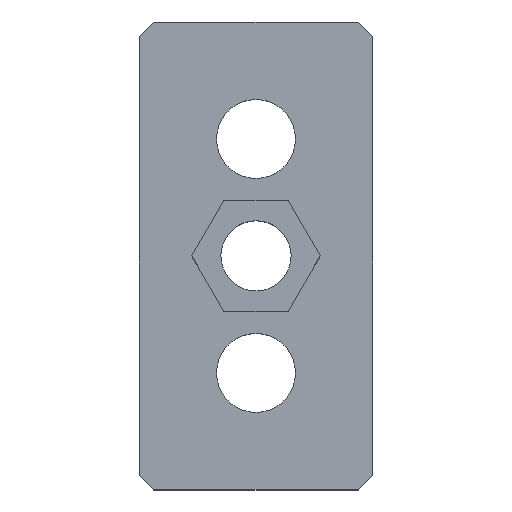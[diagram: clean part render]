
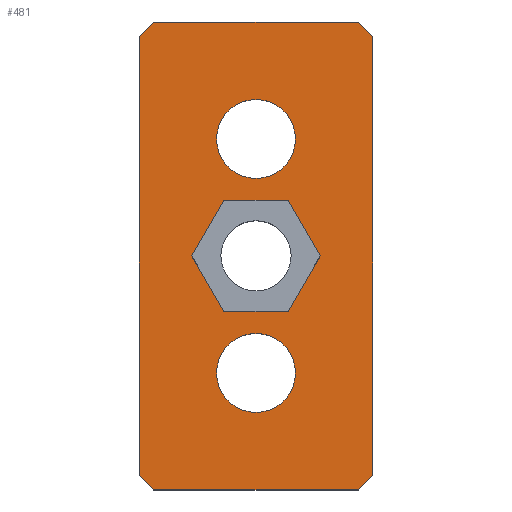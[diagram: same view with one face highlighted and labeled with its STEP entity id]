
A CAD part, top view. The second image highlights one B-rep face of the part: STEP entity #481.
In plain terms, the highlighted planar face has unit normal (0, 0, 1).
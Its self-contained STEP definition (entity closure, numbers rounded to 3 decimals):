
#7 = EDGE_CURVE ( 'NONE', #722, #613, #736, .T. ) ;
#8 = FACE_BOUND ( 'NONE', #39, .T. ) ;
#10 = ORIENTED_EDGE ( 'NONE', *, *, #26, .F. ) ;
#11 = CARTESIAN_POINT ( 'NONE',  ( 17.5, -40., 0. ) ) ;
#12 = VECTOR ( 'NONE', #814, 1000. ) ;
#18 = DIRECTION ( 'NONE',  ( 1., 0., 0. ) ) ;
#26 = EDGE_CURVE ( 'NONE', #755, #398, #93, .T. ) ;
#28 = AXIS2_PLACEMENT_3D ( 'NONE', #547, #310, #257 ) ;
#29 = CARTESIAN_POINT ( 'NONE',  ( 0., 20., 0. ) ) ;
#34 = CARTESIAN_POINT ( 'NONE',  ( -20., -40., 0. ) ) ;
#39 = EDGE_LOOP ( 'NONE', ( #776, #61 ) ) ;
#43 = CARTESIAN_POINT ( 'NONE',  ( 20., -40., 0. ) ) ;
#45 = VERTEX_POINT ( 'NONE', #78 ) ;
#46 = EDGE_CURVE ( 'NONE', #104, #45, #98, .T. ) ;
#55 = EDGE_LOOP ( 'NONE', ( #316, #213, #233, #767, #332, #203, #743, #309 ) ) ;
#61 = ORIENTED_EDGE ( 'NONE', *, *, #524, .F. ) ;
#62 = CARTESIAN_POINT ( 'NONE',  ( -5.485, 9.5, 0. ) ) ;
#67 = CARTESIAN_POINT ( 'NONE',  ( -17.5, -40., 0. ) ) ;
#71 = VECTOR ( 'NONE', #777, 1000. ) ;
#75 = CARTESIAN_POINT ( 'NONE',  ( -6.75, 20., 0. ) ) ;
#78 = CARTESIAN_POINT ( 'NONE',  ( 5.485, 9.5, 0. ) ) ;
#79 = LINE ( 'NONE', #333, #375 ) ;
#83 = CARTESIAN_POINT ( 'NONE',  ( -10.97, 0., 0. ) ) ;
#91 = CARTESIAN_POINT ( 'NONE',  ( 20., 40., 0. ) ) ;
#93 = LINE ( 'NONE', #664, #685 ) ;
#98 = LINE ( 'NONE', #672, #140 ) ;
#101 = VECTOR ( 'NONE', #177, 1000. ) ;
#104 = VERTEX_POINT ( 'NONE', #442 ) ;
#122 = CARTESIAN_POINT ( 'NONE',  ( 0., -20., 0. ) ) ;
#140 = VECTOR ( 'NONE', #474, 1000. ) ;
#141 = AXIS2_PLACEMENT_3D ( 'NONE', #122, #822, #774 ) ;
#143 = AXIS2_PLACEMENT_3D ( 'NONE', #189, #440, #489 ) ;
#153 = CARTESIAN_POINT ( 'NONE',  ( 5.485, -9.5, 0. ) ) ;
#173 = VERTEX_POINT ( 'NONE', #759 ) ;
#175 = EDGE_CURVE ( 'NONE', #398, #104, #308, .T. ) ;
#177 = DIRECTION ( 'NONE',  ( 0.5, 0.866, 0. ) ) ;
#179 = DIRECTION ( 'NONE',  ( 1., 0., 0. ) ) ;
#183 = CARTESIAN_POINT ( 'NONE',  ( 17.5, 40., 0. ) ) ;
#189 = CARTESIAN_POINT ( 'NONE',  ( 0., -20., 0. ) ) ;
#203 = ORIENTED_EDGE ( 'NONE', *, *, #579, .T. ) ;
#207 = VECTOR ( 'NONE', #802, 1000. ) ;
#209 = VECTOR ( 'NONE', #453, 1000. ) ;
#213 = ORIENTED_EDGE ( 'NONE', *, *, #390, .T. ) ;
#215 = FACE_BOUND ( 'NONE', #713, .T. ) ;
#218 = PLANE ( 'NONE',  #28 ) ;
#221 = CIRCLE ( 'NONE', #708, 6.75 ) ;
#222 = VECTOR ( 'NONE', #361, 1000. ) ;
#228 = CARTESIAN_POINT ( 'NONE',  ( 28.75, -28.75, 0. ) ) ;
#229 = EDGE_CURVE ( 'NONE', #352, #371, #823, .T. ) ;
#233 = ORIENTED_EDGE ( 'NONE', *, *, #569, .T. ) ;
#239 = EDGE_CURVE ( 'NONE', #819, #669, #221, .T. ) ;
#244 = CARTESIAN_POINT ( 'NONE',  ( 0., 20., 0. ) ) ;
#245 = EDGE_LOOP ( 'NONE', ( #633, #10, #457, #528, #402, #546 ) ) ;
#253 = VECTOR ( 'NONE', #698, 1000. ) ;
#257 = DIRECTION ( 'NONE',  ( 1., 0., 0. ) ) ;
#283 = CARTESIAN_POINT ( 'NONE',  ( -20., 37.5, 0. ) ) ;
#285 = VERTEX_POINT ( 'NONE', #833 ) ;
#289 = VERTEX_POINT ( 'NONE', #595 ) ;
#292 = VECTOR ( 'NONE', #364, 1000. ) ;
#298 = LINE ( 'NONE', #43, #253 ) ;
#308 = LINE ( 'NONE', #631, #101 ) ;
#309 = ORIENTED_EDGE ( 'NONE', *, *, #682, .T. ) ;
#310 = DIRECTION ( 'NONE',  ( 0., 0., 1. ) ) ;
#312 = VERTEX_POINT ( 'NONE', #400 ) ;
#316 = ORIENTED_EDGE ( 'NONE', *, *, #229, .T. ) ;
#330 = CARTESIAN_POINT ( 'NONE',  ( -5.485, -9.5, 0. ) ) ;
#332 = ORIENTED_EDGE ( 'NONE', *, *, #471, .T. ) ;
#333 = CARTESIAN_POINT ( 'NONE',  ( -28.75, 28.75, 0. ) ) ;
#351 = FACE_BOUND ( 'NONE', #245, .T. ) ;
#352 = VERTEX_POINT ( 'NONE', #283 ) ;
#354 = LINE ( 'NONE', #614, #441 ) ;
#361 = DIRECTION ( 'NONE',  ( 0.707, -0.707, 0. ) ) ;
#364 = DIRECTION ( 'NONE',  ( -1., 0., 0. ) ) ;
#371 = VERTEX_POINT ( 'NONE', #801 ) ;
#375 = VECTOR ( 'NONE', #399, 1000. ) ;
#390 = EDGE_CURVE ( 'NONE', #371, #748, #410, .T. ) ;
#395 = LINE ( 'NONE', #517, #71 ) ;
#398 = VERTEX_POINT ( 'NONE', #153 ) ;
#399 = DIRECTION ( 'NONE',  ( -0.707, -0.707, 0. ) ) ;
#400 = CARTESIAN_POINT ( 'NONE',  ( -17.5, 40., 0. ) ) ;
#402 = ORIENTED_EDGE ( 'NONE', *, *, #826, .F. ) ;
#406 = VECTOR ( 'NONE', #473, 1000. ) ;
#409 = CIRCLE ( 'NONE', #623, 6.75 ) ;
#410 = LINE ( 'NONE', #667, #222 ) ;
#436 = ORIENTED_EDGE ( 'NONE', *, *, #239, .F. ) ;
#440 = DIRECTION ( 'NONE',  ( 0., 0., 1. ) ) ;
#441 = VECTOR ( 'NONE', #480, 1000. ) ;
#442 = CARTESIAN_POINT ( 'NONE',  ( 10.97, 0., 0. ) ) ;
#448 = LINE ( 'NONE', #228, #209 ) ;
#453 = DIRECTION ( 'NONE',  ( 0.707, 0.707, 0. ) ) ;
#457 = ORIENTED_EDGE ( 'NONE', *, *, #804, .F. ) ;
#471 = EDGE_CURVE ( 'NONE', #173, #289, #735, .T. ) ;
#473 = DIRECTION ( 'NONE',  ( 0., 1., 0. ) ) ;
#474 = DIRECTION ( 'NONE',  ( -0.5, 0.866, 0. ) ) ;
#480 = DIRECTION ( 'NONE',  ( -1., 0., 0. ) ) ;
#481 = ADVANCED_FACE ( 'NONE', ( #730, #8, #215, #351 ), #218, .T. ) ;
#489 = DIRECTION ( 'NONE',  ( 1., 0., 0. ) ) ;
#491 = EDGE_CURVE ( 'NONE', #285, #703, #510, .T. ) ;
#494 = VECTOR ( 'NONE', #556, 1000. ) ;
#506 = DIRECTION ( 'NONE',  ( 0., 0., 1. ) ) ;
#510 = CIRCLE ( 'NONE', #141, 6.75 ) ;
#513 = CARTESIAN_POINT ( 'NONE',  ( -10.97, 0., 0. ) ) ;
#516 = EDGE_CURVE ( 'NONE', #673, #173, #448, .T. ) ;
#517 = CARTESIAN_POINT ( 'NONE',  ( 28.75, 28.75, 0. ) ) ;
#519 = VERTEX_POINT ( 'NONE', #183 ) ;
#524 = EDGE_CURVE ( 'NONE', #703, #285, #808, .T. ) ;
#528 = ORIENTED_EDGE ( 'NONE', *, *, #7, .F. ) ;
#546 = ORIENTED_EDGE ( 'NONE', *, *, #46, .F. ) ;
#547 = CARTESIAN_POINT ( 'NONE',  ( 0., 0., 0. ) ) ;
#551 = CARTESIAN_POINT ( 'NONE',  ( 6.75, 20., 0. ) ) ;
#556 = DIRECTION ( 'NONE',  ( 0.5, -0.866, 0. ) ) ;
#557 = DIRECTION ( 'NONE',  ( 0., 0., 1. ) ) ;
#569 = EDGE_CURVE ( 'NONE', #748, #673, #298, .T. ) ;
#579 = EDGE_CURVE ( 'NONE', #289, #519, #395, .T. ) ;
#595 = CARTESIAN_POINT ( 'NONE',  ( 20., 37.5, 0. ) ) ;
#602 = EDGE_CURVE ( 'NONE', #669, #819, #409, .T. ) ;
#613 = VERTEX_POINT ( 'NONE', #513 ) ;
#614 = CARTESIAN_POINT ( 'NONE',  ( 5.485, 9.5, 0. ) ) ;
#623 = AXIS2_PLACEMENT_3D ( 'NONE', #29, #557, #179 ) ;
#631 = CARTESIAN_POINT ( 'NONE',  ( 5.485, -9.5, 0. ) ) ;
#633 = ORIENTED_EDGE ( 'NONE', *, *, #175, .F. ) ;
#648 = ORIENTED_EDGE ( 'NONE', *, *, #602, .F. ) ;
#664 = CARTESIAN_POINT ( 'NONE',  ( -5.485, -9.5, 0. ) ) ;
#667 = CARTESIAN_POINT ( 'NONE',  ( -28.75, -28.75, 0. ) ) ;
#669 = VERTEX_POINT ( 'NONE', #75 ) ;
#670 = CARTESIAN_POINT ( 'NONE',  ( 20., -40., 0. ) ) ;
#672 = CARTESIAN_POINT ( 'NONE',  ( 10.97, 0., 0. ) ) ;
#673 = VERTEX_POINT ( 'NONE', #11 ) ;
#676 = CARTESIAN_POINT ( 'NONE',  ( -5.485, 9.5, 0. ) ) ;
#678 = LINE ( 'NONE', #83, #494 ) ;
#682 = EDGE_CURVE ( 'NONE', #312, #352, #79, .T. ) ;
#685 = VECTOR ( 'NONE', #18, 1000. ) ;
#698 = DIRECTION ( 'NONE',  ( 1., 0., 0. ) ) ;
#703 = VERTEX_POINT ( 'NONE', #839 ) ;
#708 = AXIS2_PLACEMENT_3D ( 'NONE', #244, #506, #781 ) ;
#713 = EDGE_LOOP ( 'NONE', ( #436, #648 ) ) ;
#722 = VERTEX_POINT ( 'NONE', #62 ) ;
#730 = FACE_OUTER_BOUND ( 'NONE', #55, .T. ) ;
#735 = LINE ( 'NONE', #670, #406 ) ;
#736 = LINE ( 'NONE', #676, #207 ) ;
#743 = ORIENTED_EDGE ( 'NONE', *, *, #815, .T. ) ;
#744 = LINE ( 'NONE', #91, #292 ) ;
#748 = VERTEX_POINT ( 'NONE', #67 ) ;
#755 = VERTEX_POINT ( 'NONE', #330 ) ;
#759 = CARTESIAN_POINT ( 'NONE',  ( 20., -37.5, 0. ) ) ;
#767 = ORIENTED_EDGE ( 'NONE', *, *, #516, .T. ) ;
#774 = DIRECTION ( 'NONE',  ( 1., 0., 0. ) ) ;
#776 = ORIENTED_EDGE ( 'NONE', *, *, #491, .F. ) ;
#777 = DIRECTION ( 'NONE',  ( -0.707, 0.707, 0. ) ) ;
#781 = DIRECTION ( 'NONE',  ( 1., 0., 0. ) ) ;
#801 = CARTESIAN_POINT ( 'NONE',  ( -20., -37.5, 0. ) ) ;
#802 = DIRECTION ( 'NONE',  ( -0.5, -0.866, 0. ) ) ;
#804 = EDGE_CURVE ( 'NONE', #613, #755, #678, .T. ) ;
#808 = CIRCLE ( 'NONE', #143, 6.75 ) ;
#814 = DIRECTION ( 'NONE',  ( 0., -1., 0. ) ) ;
#815 = EDGE_CURVE ( 'NONE', #519, #312, #744, .T. ) ;
#819 = VERTEX_POINT ( 'NONE', #551 ) ;
#822 = DIRECTION ( 'NONE',  ( 0., 0., 1. ) ) ;
#823 = LINE ( 'NONE', #34, #12 ) ;
#826 = EDGE_CURVE ( 'NONE', #45, #722, #354, .T. ) ;
#833 = CARTESIAN_POINT ( 'NONE',  ( 6.75, -20., 0. ) ) ;
#839 = CARTESIAN_POINT ( 'NONE',  ( -6.75, -20., 0. ) ) ;
